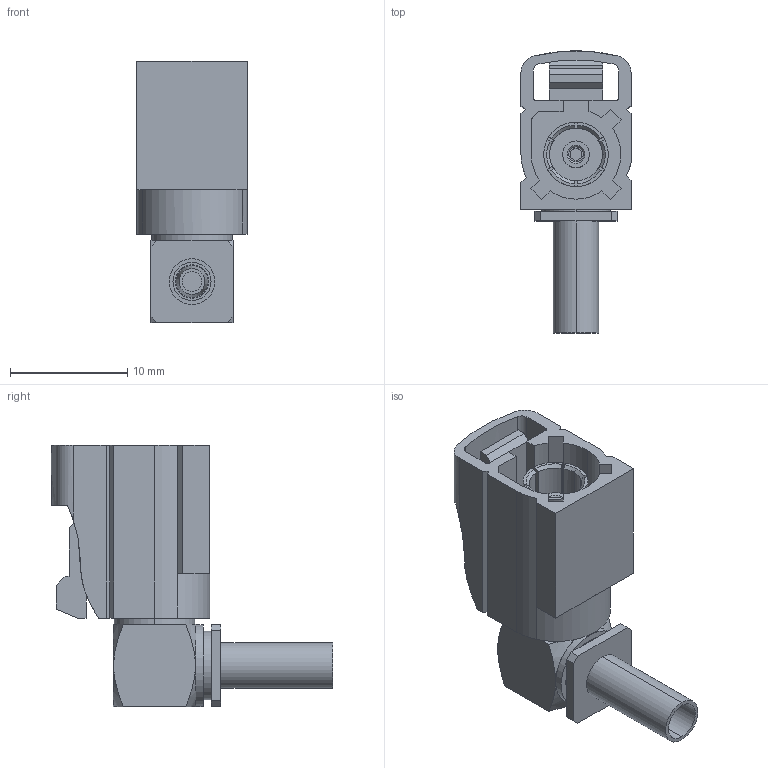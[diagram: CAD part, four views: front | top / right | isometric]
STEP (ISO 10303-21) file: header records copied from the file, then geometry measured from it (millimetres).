
FILE_DESCRIPTION (( 'STEP AP214' ), '1' );
FILE_NAME ('FMCN1348Z.step', '2021-05-03T20:07:41', ( '' ), ( '' ), 'SwSTEP 2.0', 'SolidWorks 2020', '' );
FILE_SCHEMA (( 'AUTOMOTIVE_DESIGN' ));
Length unit declared in the file: inch
Products named in the file (1): FMCN1348Z
Bounding box: 9.4 x 24.05 x 22.3 mm (x, y, z)
Volume: 1594.3 mm3; surface area: 2342.6 mm2
Topology: 4 solids, 4 shells, 208 faces, 536 edges, 350 vertices
Faces by surface type: plane 119, cylinder 55, cone 25, bspline 9
Entity records: 8947 total; most frequent: CARTESIAN_POINT 2482, ORIENTED_EDGE 1072, DIRECTION 1021, EDGE_CURVE 536, AXIS2_PLACEMENT_3D 362, VERTEX_POINT 350, VECTOR 297, LINE 297
